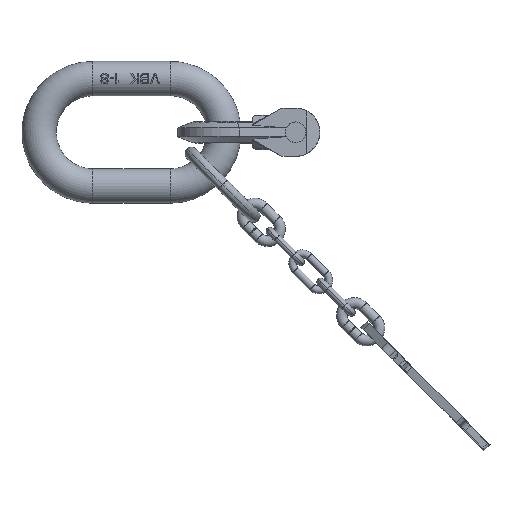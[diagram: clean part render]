
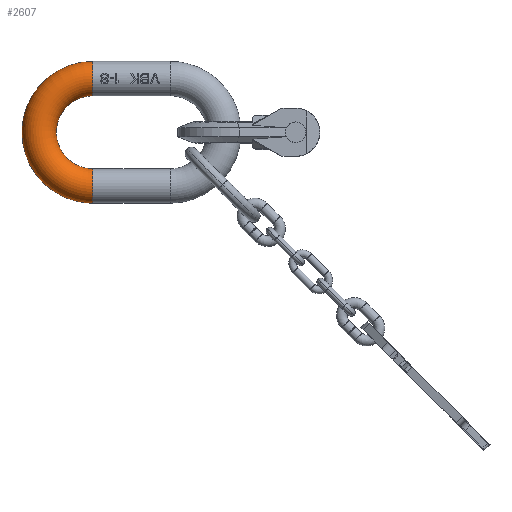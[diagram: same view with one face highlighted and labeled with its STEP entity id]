
A CAD part, top view. The second image highlights one B-rep face of the part: STEP entity #2607.
In plain terms, the highlighted toroidal (fillet/blend) face has major radius 25 mm and minor radius 8 mm.
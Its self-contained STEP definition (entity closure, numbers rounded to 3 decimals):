
#90=CARTESIAN_POINT('',(17.,-25.,0.));
#91=DIRECTION('',(1.,0.,0.));
#92=DIRECTION('',(0.,1.,0.));
#93=AXIS2_PLACEMENT_3D('',#90,#91,#92);
#99=CARTESIAN_POINT('',(17.,25.,0.));
#100=DIRECTION('',(-1.,0.,0.));
#101=DIRECTION('',(0.,-1.,0.));
#102=AXIS2_PLACEMENT_3D('',#99,#100,#101);
#104=CARTESIAN_POINT('',(17.,17.,0.));
#105=CARTESIAN_POINT('',(16.152,17.,0.));
#106=CARTESIAN_POINT('',(14.457,16.873,0.));
#107=CARTESIAN_POINT('',(11.97,16.305,0.));
#108=CARTESIAN_POINT('',(9.596,15.374,0.));
#109=CARTESIAN_POINT('',(7.388,14.099,0.));
#110=CARTESIAN_POINT('',(5.394,12.508,0.));
#111=CARTESIAN_POINT('',(3.659,10.639,0.));
#112=CARTESIAN_POINT('',(2.223,8.532,0.));
#113=CARTESIAN_POINT('',(1.116,6.234,0.));
#114=CARTESIAN_POINT('',(0.364,3.797,0.));
#115=CARTESIAN_POINT('',(-0.016,1.275,0.));
#116=CARTESIAN_POINT('',(-0.016,-1.275,0.));
#117=CARTESIAN_POINT('',(0.364,-3.797,0.));
#118=CARTESIAN_POINT('',(1.116,-6.234,0.));
#119=CARTESIAN_POINT('',(2.223,-8.532,0.));
#120=CARTESIAN_POINT('',(3.659,-10.639,0.));
#121=CARTESIAN_POINT('',(5.394,-12.508,0.));
#122=CARTESIAN_POINT('',(7.388,-14.099,0.));
#123=CARTESIAN_POINT('',(9.596,-15.374,0.));
#124=CARTESIAN_POINT('',(11.97,-16.305,0.));
#125=CARTESIAN_POINT('',(14.457,-16.873,0.));
#126=CARTESIAN_POINT('',(16.152,-17.,0.));
#127=CARTESIAN_POINT('',(17.,-17.,0.));
#134=CARTESIAN_POINT('',(17.,33.,0.));
#135=CARTESIAN_POINT('',(15.56,33.,0.));
#136=CARTESIAN_POINT('',(12.68,32.811,0.));
#137=CARTESIAN_POINT('',(8.435,31.967,0.));
#138=CARTESIAN_POINT('',(4.335,30.575,0.));
#139=CARTESIAN_POINT('',(0.453,28.661,0.));
#140=CARTESIAN_POINT('',(-3.147,26.256,0.));
#141=CARTESIAN_POINT('',(-6.401,23.401,0.));
#142=CARTESIAN_POINT('',(-9.256,20.147,0.));
#143=CARTESIAN_POINT('',(-11.661,16.547,0.));
#144=CARTESIAN_POINT('',(-13.575,12.665,0.));
#145=CARTESIAN_POINT('',(-14.967,8.565,0.));
#146=CARTESIAN_POINT('',(-15.811,4.32,0.));
#147=CARTESIAN_POINT('',(-16.094,0.,0.));
#148=CARTESIAN_POINT('',(-15.811,-4.32,0.));
#149=CARTESIAN_POINT('',(-14.967,-8.565,0.));
#150=CARTESIAN_POINT('',(-13.575,-12.665,0.));
#151=CARTESIAN_POINT('',(-11.661,-16.547,0.));
#152=CARTESIAN_POINT('',(-9.256,-20.147,0.));
#153=CARTESIAN_POINT('',(-6.401,-23.401,0.));
#154=CARTESIAN_POINT('',(-3.147,-26.256,0.));
#155=CARTESIAN_POINT('',(0.453,-28.661,0.));
#156=CARTESIAN_POINT('',(4.335,-30.575,0.));
#157=CARTESIAN_POINT('',(8.435,-31.967,0.));
#158=CARTESIAN_POINT('',(12.68,-32.811,0.));
#159=CARTESIAN_POINT('',(15.56,-33.,0.));
#160=CARTESIAN_POINT('',(17.,-33.,0.));
#1909=CARTESIAN_POINT('',(17.,17.,0.));
#1910=CARTESIAN_POINT('',(17.,33.,0.));
#1911=VERTEX_POINT('',#1909);
#1912=VERTEX_POINT('',#1910);
#1913=CARTESIAN_POINT('',(17.,-17.,0.));
#1914=CARTESIAN_POINT('',(17.,-33.,0.));
#1915=VERTEX_POINT('',#1913);
#1916=VERTEX_POINT('',#1914);
#2594=CARTESIAN_POINT('',(17.,0.,0.));
#2595=DIRECTION('',(0.,0.,1.));
#2596=DIRECTION('',(0.,-1.,0.));
#2597=AXIS2_PLACEMENT_3D('',#2594,#2595,#2596);
#2598=TOROIDAL_SURFACE('',#2597,25.,8.);
#2599=ORIENTED_EDGE('',*,*,#2379,.F.);
#2601=ORIENTED_EDGE('',*,*,#2600,.T.);
#2602=ORIENTED_EDGE('',*,*,#2584,.T.);
#2604=ORIENTED_EDGE('',*,*,#2603,.F.);
#2605=EDGE_LOOP('',(#2599,#2601,#2602,#2604));
#2606=FACE_OUTER_BOUND('',#2605,.F.);
#2607=ADVANCED_FACE('',(#2606),#2598,.T.);
#94=CIRCLE('',#93,8.);
#103=CIRCLE('',#102,8.);
#128=B_SPLINE_CURVE_WITH_KNOTS('',3,(#104,#105,#106,#107,#108,#109,#110,#111,
#112,#113,#114,#115,#116,#117,#118,#119,#120,#121,#122,#123,#124,#125,#126,
#127),.UNSPECIFIED.,.F.,.F.,(4,1,1,1,1,1,1,1,1,1,1,1,1,1,1,1,1,1,1,1,1,4),(0.,
0.048,0.095,0.143,0.19,
0.238,0.286,0.333,0.381,
0.429,0.476,0.524,0.571,
0.619,0.667,0.714,0.762,
0.81,0.857,0.905,0.952,1.),
.UNSPECIFIED.);
#161=B_SPLINE_CURVE_WITH_KNOTS('',3,(#134,#135,#136,#137,#138,#139,#140,#141,
#142,#143,#144,#145,#146,#147,#148,#149,#150,#151,#152,#153,#154,#155,#156,#157,
#158,#159,#160),.UNSPECIFIED.,.F.,.F.,(4,1,1,1,1,1,1,1,1,1,1,1,1,1,1,1,1,1,1,1,
1,1,1,1,4),(0.,0.042,0.083,0.125,0.167,
0.208,0.25,0.292,0.333,0.375,
0.417,0.458,0.5,0.542,0.583,
0.625,0.667,0.708,0.75,0.792,
0.833,0.875,0.917,0.958,1.),
.UNSPECIFIED.);
#2379=EDGE_CURVE('',#1911,#1912,#103,.T.);
#2584=EDGE_CURVE('',#1915,#1916,#94,.T.);
#2600=EDGE_CURVE('',#1911,#1915,#128,.T.);
#2603=EDGE_CURVE('',#1912,#1916,#161,.T.);
